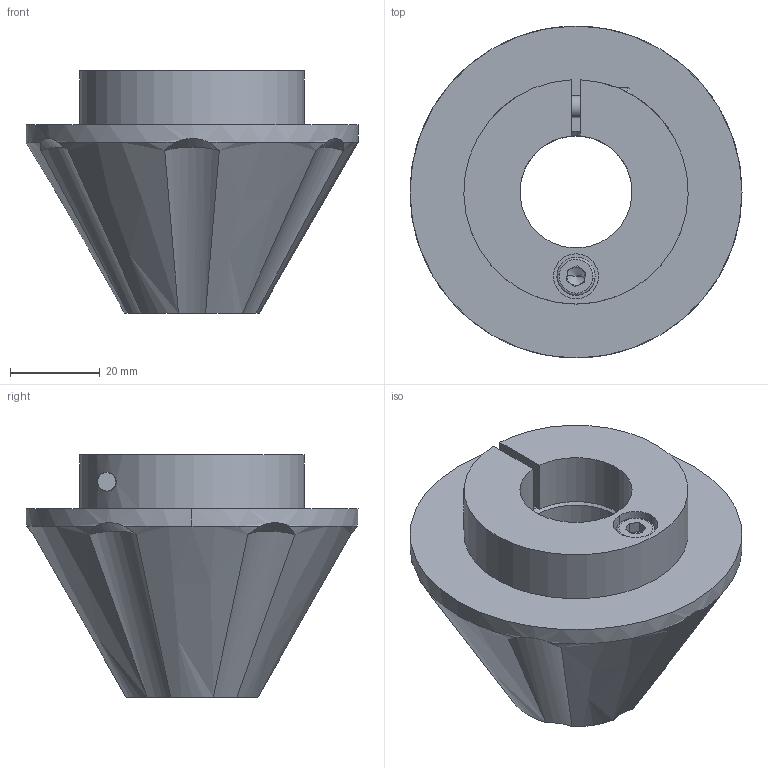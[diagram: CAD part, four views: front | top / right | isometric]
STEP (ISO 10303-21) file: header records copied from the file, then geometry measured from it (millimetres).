
FILE_DESCRIPTION (( 'STEP AP214' ), '1' );
FILE_NAME ('EL II-25-F-70.STEP', '2019-11-08T08:23:31', ( '' ), ( '' ), 'SwSTEP 2.0', 'SolidWorks 2019', '' );
FILE_SCHEMA (( 'AUTOMOTIVE_DESIGN' ));
Length unit declared in the file: millimetre
Products named in the file (1): EL II-25-F-70
Bounding box: 74 x 74 x 54 mm (x, y, z)
Volume: 95841.4 mm3; surface area: 23376.4 mm2
Topology: 4 solids, 4 shells, 106 faces, 246 edges, 149 vertices
Faces by surface type: plane 38, cylinder 33, cone 27, torus 8
Entity records: 4480 total; most frequent: CARTESIAN_POINT 857, DIRECTION 517, ORIENTED_EDGE 480, EDGE_CURVE 240, AXIS2_PLACEMENT_3D 211, VERTEX_POINT 149, EDGE_LOOP 121, UNCERTAINTY_MEASURE_WITH_UNIT 112
